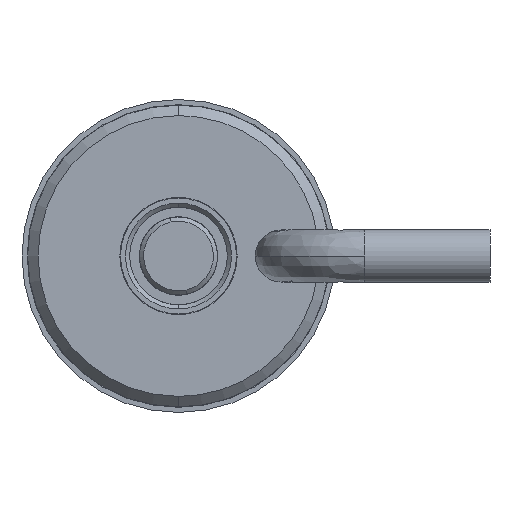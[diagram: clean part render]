
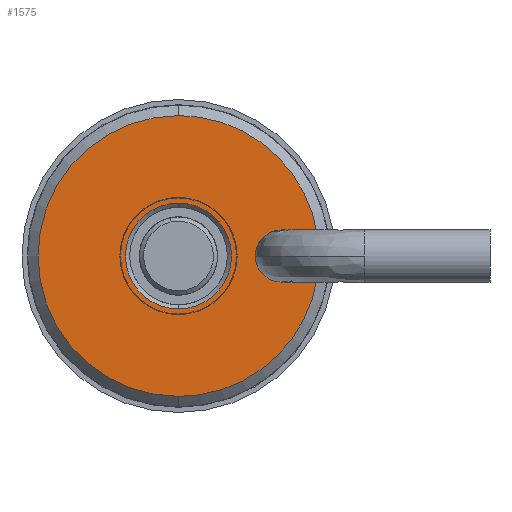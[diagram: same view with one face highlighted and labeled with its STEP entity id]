
A CAD part, left-side view. The second image highlights one B-rep face of the part: STEP entity #1575.
In plain terms, the highlighted planar face has unit normal (-1, 0, 0).
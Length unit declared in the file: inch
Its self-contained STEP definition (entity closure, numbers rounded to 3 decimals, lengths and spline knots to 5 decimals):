
#6 = CARTESIAN_POINT ( 'NONE',  ( 0., 0., -0.127 ) ) ;
#59 = AXIS2_PLACEMENT_3D ( 'NONE', #1762, #399, #663 ) ;
#170 = CARTESIAN_POINT ( 'NONE',  ( 0., 0.2365, -0.0525 ) ) ;
#186 = VERTEX_POINT ( 'NONE', #519 ) ;
#250 = CIRCLE ( 'NONE', #2507, 0.127 ) ;
#293 = VERTEX_POINT ( 'NONE', #6 ) ;
#350 = CIRCLE ( 'NONE', #532, 0.3365 ) ;
#399 = DIRECTION ( 'NONE',  ( 1., 0., 0. ) ) ;
#519 = CARTESIAN_POINT ( 'NONE',  ( 0., 0.33238, -0.0525 ) ) ;
#532 = AXIS2_PLACEMENT_3D ( 'NONE', #916, #2570, #2829 ) ;
#547 = EDGE_CURVE ( 'NONE', #709, #293, #1829, .T. ) ;
#575 = CARTESIAN_POINT ( 'NONE',  ( 0., 0.2365, 0.0525 ) ) ;
#609 = ORIENTED_EDGE ( 'NONE', *, *, #3422, .F. ) ;
#663 = DIRECTION ( 'NONE',  ( 0., 0., -1. ) ) ;
#709 = VERTEX_POINT ( 'NONE', #1494 ) ;
#735 = PLANE ( 'NONE',  #1389 ) ;
#743 = ORIENTED_EDGE ( 'NONE', *, *, #2533, .T. ) ;
#791 = CIRCLE ( 'NONE', #2850, 0.0525 ) ;
#806 = FACE_OUTER_BOUND ( 'NONE', #2009, .T. ) ;
#864 = ORIENTED_EDGE ( 'NONE', *, *, #2485, .F. ) ;
#916 = CARTESIAN_POINT ( 'NONE',  ( 0., 0., 0. ) ) ;
#938 = CARTESIAN_POINT ( 'NONE',  ( 0., 0.33238, 0.0525 ) ) ;
#953 = ORIENTED_EDGE ( 'NONE', *, *, #2503, .F. ) ;
#967 = VECTOR ( 'NONE', #2861, 39.37008 ) ;
#1022 = CIRCLE ( 'NONE', #1320, 0.3365 ) ;
#1079 = DIRECTION ( 'NONE',  ( 1., 0., 0. ) ) ;
#1165 = AXIS2_PLACEMENT_3D ( 'NONE', #1724, #2852, #2265 ) ;
#1230 = DIRECTION ( 'NONE',  ( 0., 0., -1. ) ) ;
#1242 = VERTEX_POINT ( 'NONE', #938 ) ;
#1248 = CIRCLE ( 'NONE', #59, 0.3365 ) ;
#1320 = AXIS2_PLACEMENT_3D ( 'NONE', #1916, #1079, #2720 ) ;
#1342 = EDGE_CURVE ( 'NONE', #1586, #2965, #791, .T. ) ;
#1389 = AXIS2_PLACEMENT_3D ( 'NONE', #3361, #1953, #3074 ) ;
#1447 = LINE ( 'NONE', #2566, #967 ) ;
#1494 = CARTESIAN_POINT ( 'NONE',  ( 0., 0., 0.127 ) ) ;
#1575 = ADVANCED_FACE ( 'NONE', ( #806, #2528 ), #735, .F. ) ;
#1586 = VERTEX_POINT ( 'NONE', #575 ) ;
#1724 = CARTESIAN_POINT ( 'NONE',  ( 0., 0., 0. ) ) ;
#1732 = VERTEX_POINT ( 'NONE', #2927 ) ;
#1755 = CARTESIAN_POINT ( 'NONE',  ( 0., 0., 0.3365 ) ) ;
#1762 = CARTESIAN_POINT ( 'NONE',  ( 0., 0., 0. ) ) ;
#1765 = EDGE_LOOP ( 'NONE', ( #2697, #953 ) ) ;
#1829 = CIRCLE ( 'NONE', #1165, 0.127 ) ;
#1875 = DIRECTION ( 'NONE',  ( 0., 1., 0. ) ) ;
#1916 = CARTESIAN_POINT ( 'NONE',  ( 0., 0., 0. ) ) ;
#1953 = DIRECTION ( 'NONE',  ( 1., 0., 0. ) ) ;
#2009 = EDGE_LOOP ( 'NONE', ( #2438, #3373, #2291, #743, #609, #864 ) ) ;
#2208 = LINE ( 'NONE', #170, #3552 ) ;
#2245 = EDGE_CURVE ( 'NONE', #1242, #1586, #1447, .T. ) ;
#2265 = DIRECTION ( 'NONE',  ( 0., 0., 1. ) ) ;
#2291 = ORIENTED_EDGE ( 'NONE', *, *, #1342, .T. ) ;
#2438 = ORIENTED_EDGE ( 'NONE', *, *, #3158, .F. ) ;
#2485 = EDGE_CURVE ( 'NONE', #3420, #1732, #1022, .T. ) ;
#2495 = CARTESIAN_POINT ( 'NONE',  ( 0., 0., 0. ) ) ;
#2503 = EDGE_CURVE ( 'NONE', #293, #709, #250, .T. ) ;
#2507 = AXIS2_PLACEMENT_3D ( 'NONE', #2495, #2739, #3582 ) ;
#2528 = FACE_BOUND ( 'NONE', #1765, .T. ) ;
#2533 = EDGE_CURVE ( 'NONE', #2965, #186, #2208, .T. ) ;
#2566 = CARTESIAN_POINT ( 'NONE',  ( 0., 0.2365, 0.0525 ) ) ;
#2570 = DIRECTION ( 'NONE',  ( 1., 0., 0. ) ) ;
#2614 = DIRECTION ( 'NONE',  ( 1., 0., 0. ) ) ;
#2697 = ORIENTED_EDGE ( 'NONE', *, *, #547, .F. ) ;
#2720 = DIRECTION ( 'NONE',  ( 0., 0., -1. ) ) ;
#2739 = DIRECTION ( 'NONE',  ( -1., 0., 0. ) ) ;
#2829 = DIRECTION ( 'NONE',  ( 0., 0., -1. ) ) ;
#2850 = AXIS2_PLACEMENT_3D ( 'NONE', #3223, #2614, #1230 ) ;
#2852 = DIRECTION ( 'NONE',  ( -1., 0., 0. ) ) ;
#2854 = CARTESIAN_POINT ( 'NONE',  ( 0., 0.2365, -0.0525 ) ) ;
#2861 = DIRECTION ( 'NONE',  ( 0., -1., 0. ) ) ;
#2927 = CARTESIAN_POINT ( 'NONE',  ( 0., 0., -0.3365 ) ) ;
#2965 = VERTEX_POINT ( 'NONE', #2854 ) ;
#3074 = DIRECTION ( 'NONE',  ( 0., 0., -1. ) ) ;
#3158 = EDGE_CURVE ( 'NONE', #1242, #3420, #1248, .T. ) ;
#3223 = CARTESIAN_POINT ( 'NONE',  ( 0., 0.2365, 0. ) ) ;
#3361 = CARTESIAN_POINT ( 'NONE',  ( 0., 0., 0. ) ) ;
#3373 = ORIENTED_EDGE ( 'NONE', *, *, #2245, .T. ) ;
#3420 = VERTEX_POINT ( 'NONE', #1755 ) ;
#3422 = EDGE_CURVE ( 'NONE', #1732, #186, #350, .T. ) ;
#3552 = VECTOR ( 'NONE', #1875, 39.37008 ) ;
#3582 = DIRECTION ( 'NONE',  ( 0., 0., 1. ) ) ;
